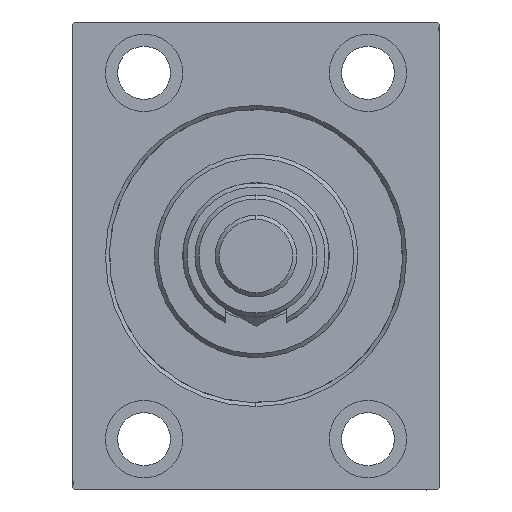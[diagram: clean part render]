
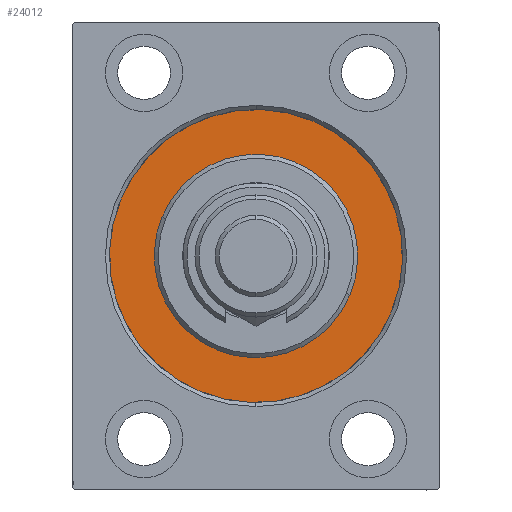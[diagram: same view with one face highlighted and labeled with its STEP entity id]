
A CAD part, left-side view. The second image highlights one B-rep face of the part: STEP entity #24012.
In plain terms, the highlighted face is planar.
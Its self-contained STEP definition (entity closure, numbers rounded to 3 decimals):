
#2232 = DIRECTION ( 'NONE',  ( 1., 0., 0. ) ) ;
#2992 = VERTEX_POINT ( 'NONE', #3454 ) ;
#3454 = CARTESIAN_POINT ( 'NONE',  ( 0., 0., 25. ) ) ;
#3541 = FACE_BOUND ( 'NONE', #44467, .T. ) ;
#3791 = CARTESIAN_POINT ( 'NONE',  ( 0., 0., -36. ) ) ;
#4176 = AXIS2_PLACEMENT_3D ( 'NONE', #11207, #36567, #6907 ) ;
#5587 = DIRECTION ( 'NONE',  ( 0., 0., -1. ) ) ;
#6666 = PLANE ( 'NONE',  #4176 ) ;
#6907 = DIRECTION ( 'NONE',  ( 0., 0., 1. ) ) ;
#7682 = DIRECTION ( 'NONE',  ( 0., 0., 1. ) ) ;
#8615 = DIRECTION ( 'NONE',  ( -1., 0., 0. ) ) ;
#8841 = ORIENTED_EDGE ( 'NONE', *, *, #24806, .F. ) ;
#9830 = CIRCLE ( 'NONE', #36555, 36. ) ;
#11207 = CARTESIAN_POINT ( 'NONE',  ( 0., 0., 0. ) ) ;
#11507 = DIRECTION ( 'NONE',  ( -1., 0., 0. ) ) ;
#14564 = CIRCLE ( 'NONE', #19146, 25. ) ;
#14815 = DIRECTION ( 'NONE',  ( 1., 0., 0. ) ) ;
#16280 = EDGE_LOOP ( 'NONE', ( #32528, #8841 ) ) ;
#17082 = CARTESIAN_POINT ( 'NONE',  ( 0., 0., 0. ) ) ;
#17740 = CARTESIAN_POINT ( 'NONE',  ( 0., 0., 36. ) ) ;
#18375 = CARTESIAN_POINT ( 'NONE',  ( 0., 0., -25. ) ) ;
#18712 = AXIS2_PLACEMENT_3D ( 'NONE', #26348, #11507, #7682 ) ;
#19146 = AXIS2_PLACEMENT_3D ( 'NONE', #17082, #2232, #5587 ) ;
#19623 = DIRECTION ( 'NONE',  ( 0., 0., 1. ) ) ;
#22013 = DIRECTION ( 'NONE',  ( 0., 0., -1. ) ) ;
#22881 = AXIS2_PLACEMENT_3D ( 'NONE', #47127, #14815, #22013 ) ;
#24012 = ADVANCED_FACE ( 'NONE', ( #3541, #47338 ), #6666, .F. ) ;
#24397 = CIRCLE ( 'NONE', #22881, 25. ) ;
#24806 = EDGE_CURVE ( 'NONE', #32576, #34637, #30937, .T. ) ;
#26348 = CARTESIAN_POINT ( 'NONE',  ( 0., 0., 0. ) ) ;
#30865 = CARTESIAN_POINT ( 'NONE',  ( 0., 0., 0. ) ) ;
#30937 = CIRCLE ( 'NONE', #18712, 36. ) ;
#31577 = ORIENTED_EDGE ( 'NONE', *, *, #41844, .F. ) ;
#32528 = ORIENTED_EDGE ( 'NONE', *, *, #33664, .F. ) ;
#32576 = VERTEX_POINT ( 'NONE', #17740 ) ;
#33664 = EDGE_CURVE ( 'NONE', #34637, #32576, #9830, .T. ) ;
#34637 = VERTEX_POINT ( 'NONE', #3791 ) ;
#36555 = AXIS2_PLACEMENT_3D ( 'NONE', #30865, #8615, #19623 ) ;
#36567 = DIRECTION ( 'NONE',  ( -1., 0., 0. ) ) ;
#38854 = EDGE_CURVE ( 'NONE', #46317, #2992, #24397, .T. ) ;
#40410 = ORIENTED_EDGE ( 'NONE', *, *, #38854, .F. ) ;
#41844 = EDGE_CURVE ( 'NONE', #2992, #46317, #14564, .T. ) ;
#44467 = EDGE_LOOP ( 'NONE', ( #31577, #40410 ) ) ;
#46317 = VERTEX_POINT ( 'NONE', #18375 ) ;
#47127 = CARTESIAN_POINT ( 'NONE',  ( 0., 0., 0. ) ) ;
#47338 = FACE_OUTER_BOUND ( 'NONE', #16280, .T. ) ;
